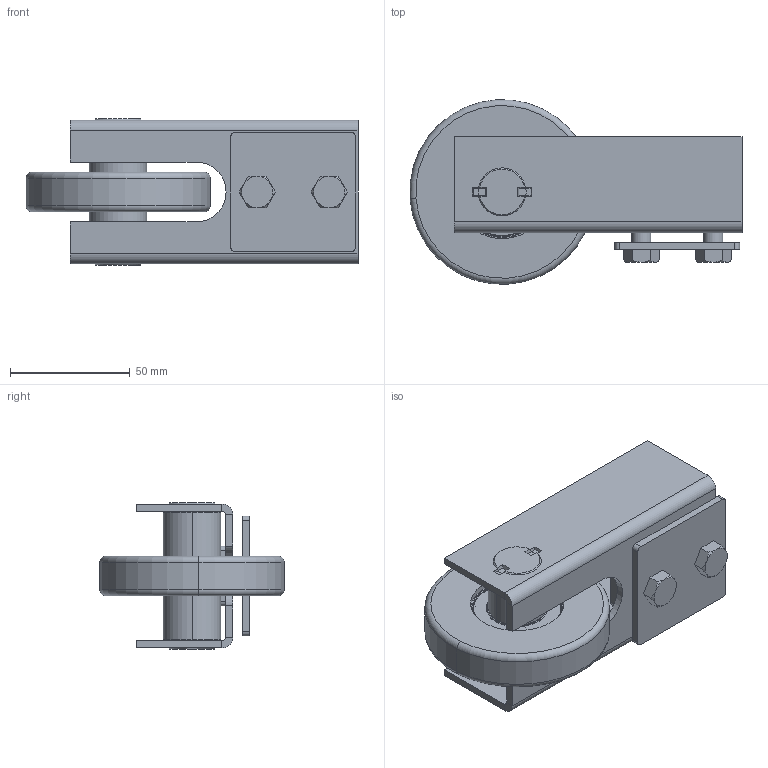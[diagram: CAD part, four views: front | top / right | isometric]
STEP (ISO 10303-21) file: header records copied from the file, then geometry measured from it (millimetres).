
FILE_DESCRIPTION (( 'STEP AP214' ), '1' );
FILE_NAME ('H_14N-90x95.STEP', '2025-06-11T10:21:32', ( '' ), ( '' ), 'SwSTEP 2.0', 'SolidWorks 2019', '' );
FILE_SCHEMA (( 'AUTOMOTIVE_DESIGN' ));
Length unit declared in the file: millimetre
Products named in the file (14): H_14N-90x95; SS_6004_RS_15; H_14N-90x95.P3_skupina; SKRUTKA DIN 933 8.8 Zink._M 8 x 25; SS_6004_RS_3; SS_6004_RS_17; H_14N-90x95.P4; SS_6004_RS_5; H_14N-90x95.P6; H_14N-90x95.P3a; H_14N-90x95.P2; H_14N-90x95.P5; SS_6004_RS; H_14N-90x95.P1
Assembly tree (23 placements, depth 4):
  H_14N-90x95
    H_14N-90x95.P1
    H_14N-90x95.P2
    H_14N-90x95.P3_skupina
      SS_6004_RS
        SS_6004_RS_3  x2
        SS_6004_RS_5  x8
        SS_6004_RS_15
        SS_6004_RS_17
      H_14N-90x95.P3a
    H_14N-90x95.P4  x2
    H_14N-90x95.P5
    H_14N-90x95.P6
    SKRUTKA DIN 933 8.8 Zink._M 8 x 25  x2
Bounding box: 138.4 x 76.79 x 61 mm (x, y, z)
Volume: 145191.2 mm3; surface area: 74834 mm2
Topology: 21 solids, 21 shells, 334 faces, 822 edges, 510 vertices
Faces by surface type: plane 109, cylinder 99, cone 68, torus 42, sphere 16
Entity records: 10237 total; most frequent: CARTESIAN_POINT 1834, DIRECTION 1488, ORIENTED_EDGE 1272, EDGE_CURVE 636, AXIS2_PLACEMENT_3D 614, VERTEX_POINT 404, CIRCLE 324, EDGE_LOOP 296
